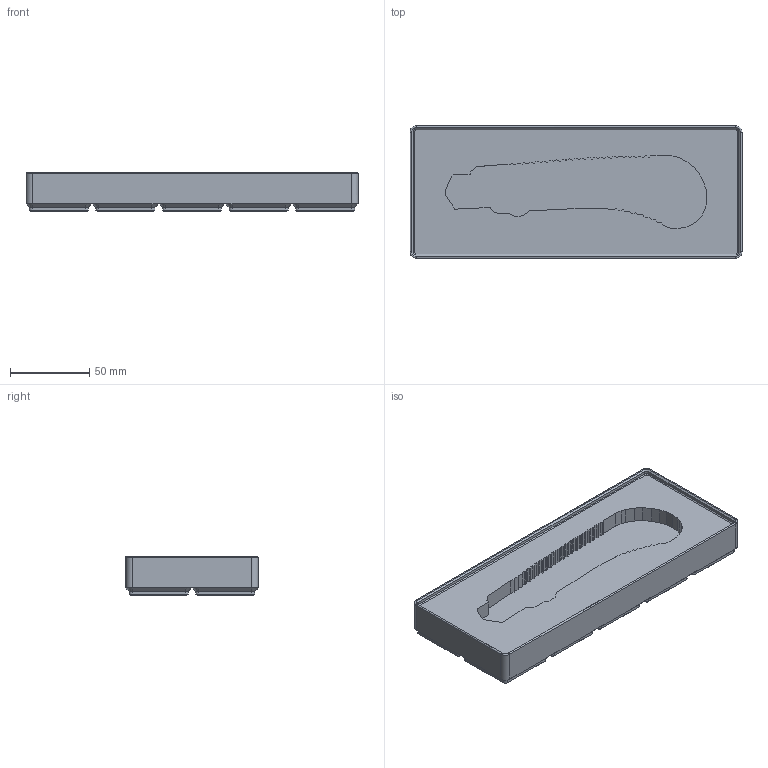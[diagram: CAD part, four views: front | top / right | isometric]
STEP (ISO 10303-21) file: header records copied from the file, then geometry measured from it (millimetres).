
FILE_DESCRIPTION(('Open CASCADE Model'),'2;1');
FILE_NAME('Open CASCADE Shape Model','2025-06-20T10:37:48',('Author'),( 'Open CASCADE'),'Open CASCADE STEP processor 7.6','Open CASCADE 7.6' ,'Unknown');
FILE_SCHEMA(('AP242_MANAGED_MODEL_BASED_3D_ENGINEERING_MIM_LF. {1 0 10303 442 1 1 4 }'));
Length unit declared in the file: millimetre
Products named in the file (1): Open CASCADE STEP translator 7.6 1
Bounding box: 209.5 x 83.5 x 24.55 mm (x, y, z)
Volume: 303779.5 mm3; surface area: 56367.2 mm2
Topology: 1 solids, 1 shells, 502 faces, 1225 edges, 726 vertices
Faces by surface type: plane 322, cylinder 88, cone 88, bspline 4
Entity records: 30500 total; most frequent: CARTESIAN_POINT 5284, DIRECTION 4859, LINE 3355, VECTOR 3355, ORIENTED_EDGE 2450, PCURVE 2450, DEFINITIONAL_REPRESENTATION 2450, EDGE_CURVE 1225
